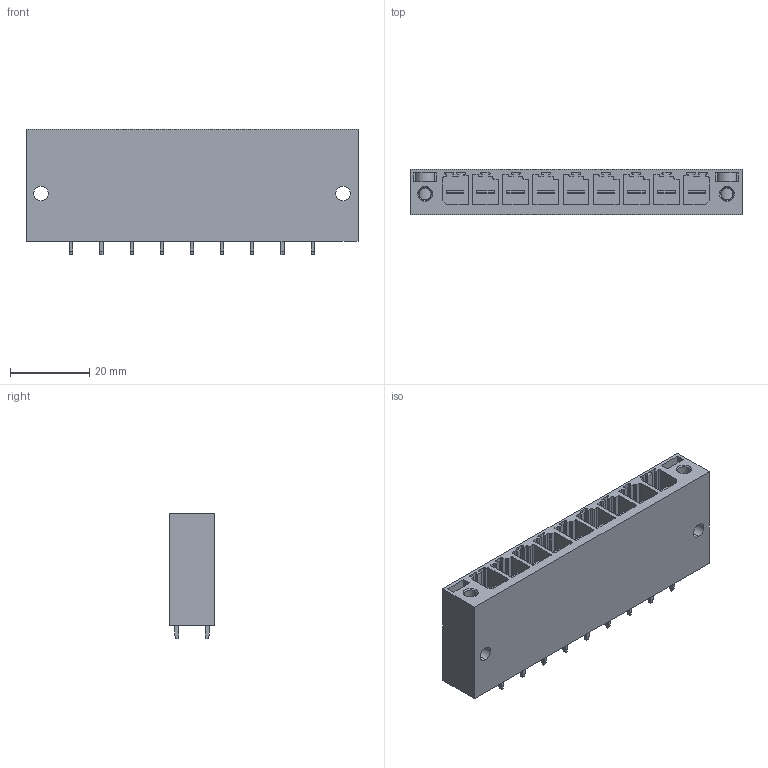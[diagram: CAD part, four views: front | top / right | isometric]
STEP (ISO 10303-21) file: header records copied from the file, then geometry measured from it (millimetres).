
FILE_DESCRIPTION(('CATIA V5 STEP Exchange','CAx-IF Rec.Pracs.--- Model Styling and Organization---1.2---2011-12-15'),'2;1');
FILE_NAME ('D1459426_0_1930890000_1930890000.stp','2018-11-29T03:08:30+00:00',('none'),('Weidmueller'),'CATIA Version 5-6 Release 2014','CATIA V5 STEP AP214','none');
FILE_SCHEMA(('AUTOMOTIVE_DESIGN { 1 0 10303 214 1 1 1 1 }'));
Length unit declared in the file: millimetre
Products named in the file (1): 1930890000
Bounding box: 83.82 x 11.4 x 31.8 mm (x, y, z)
Volume: 18951.9 mm3; surface area: 18549.9 mm2
Topology: 12 solids, 12 shells, 759 faces, 2171 edges, 1440 vertices
Faces by surface type: plane 625, cylinder 130, cone 4
Entity records: 19757 total; most frequent: ORIENTED_EDGE 4342, CARTESIAN_POINT 3251, DIRECTION 2376, EDGE_CURVE 1802, VECTOR 1556, LINE 1556, VERTEX_POINT 1161, EDGE_LOOP 815
